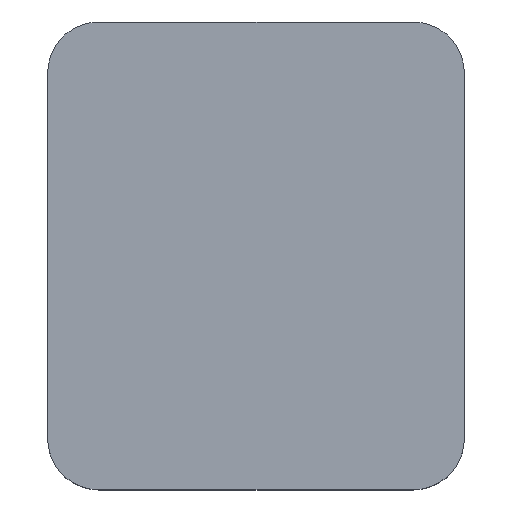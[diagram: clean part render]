
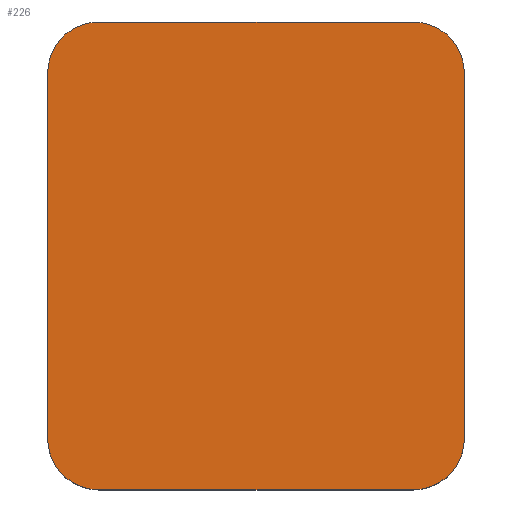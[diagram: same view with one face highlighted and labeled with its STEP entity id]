
A CAD part, top view. The second image highlights one B-rep face of the part: STEP entity #226.
In plain terms, the highlighted planar face has unit normal (0, 0, 1).
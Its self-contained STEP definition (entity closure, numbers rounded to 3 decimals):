
#42=CARTESIAN_POINT('',(-9.,-12.4,2.));
#43=VERTEX_POINT('',#42);
#50=CARTESIAN_POINT('',(-9.,-8.1,2.));
#51=VERTEX_POINT('',#50);
#52=CARTESIAN_POINT('',(-9.,-8.1,2.));
#53=DIRECTION('',(0.,-1.,0.));
#54=VECTOR('',#53,4.3);
#55=LINE('',#52,#54);
#56=EDGE_CURVE('',#51,#43,#55,.T.);
#72=CARTESIAN_POINT('',(-8.4,-13.,2.));
#73=VERTEX_POINT('',#72);
#74=CARTESIAN_POINT('',(-4.7,-13.,2.));
#75=VERTEX_POINT('',#74);
#76=CARTESIAN_POINT('',(-8.4,-13.,2.));
#77=DIRECTION('',(1.,0.,-0.));
#78=VECTOR('',#77,3.7);
#79=LINE('',#76,#78);
#80=EDGE_CURVE('',#73,#75,#79,.T.);
#112=CARTESIAN_POINT('',(-4.1,-12.4,2.));
#113=VERTEX_POINT('',#112);
#114=CARTESIAN_POINT('',(-4.1,-8.1,2.));
#115=VERTEX_POINT('',#114);
#116=CARTESIAN_POINT('',(-4.1,-12.4,2.));
#117=DIRECTION('',(-0.,1.,0.));
#118=VECTOR('',#117,4.3);
#119=LINE('',#116,#118);
#120=EDGE_CURVE('',#113,#115,#119,.T.);
#152=CARTESIAN_POINT('',(-4.7,-7.5,2.));
#153=VERTEX_POINT('',#152);
#154=CARTESIAN_POINT('',(-8.4,-7.5,2.));
#155=VERTEX_POINT('',#154);
#156=CARTESIAN_POINT('',(-4.7,-7.5,2.));
#157=DIRECTION('',(-1.,0.,0.));
#158=VECTOR('',#157,3.7);
#159=LINE('',#156,#158);
#160=EDGE_CURVE('',#153,#155,#159,.T.);
#187=CARTESIAN_POINT('',(0.,0.,2.));
#188=DIRECTION('',(0.,0.,1.));
#189=DIRECTION('',(1.,0.,0.));
#190=AXIS2_PLACEMENT_3D('',#187,#188,#189);
#191=PLANE('',#190);
#192=ORIENTED_EDGE('',*,*,#56,.T.);
#193=CARTESIAN_POINT('',(-8.4,-12.4,2.));
#194=DIRECTION('',(0.,0.,1.));
#195=DIRECTION('',(1.,0.,-0.));
#196=AXIS2_PLACEMENT_3D('',#193,#194,#195);
#197=CIRCLE('',#196,0.6);
#198=EDGE_CURVE('',#43,#73,#197,.T.);
#199=ORIENTED_EDGE('',*,*,#198,.T.);
#200=ORIENTED_EDGE('',*,*,#80,.T.);
#201=CARTESIAN_POINT('',(-4.7,-12.4,2.));
#202=DIRECTION('',(0.,0.,1.));
#203=DIRECTION('',(1.,0.,-0.));
#204=AXIS2_PLACEMENT_3D('',#201,#202,#203);
#205=CIRCLE('',#204,0.6);
#206=EDGE_CURVE('',#75,#113,#205,.T.);
#207=ORIENTED_EDGE('',*,*,#206,.T.);
#208=ORIENTED_EDGE('',*,*,#120,.T.);
#209=CARTESIAN_POINT('',(-4.7,-8.1,2.));
#210=DIRECTION('',(0.,0.,1.));
#211=DIRECTION('',(1.,0.,-0.));
#212=AXIS2_PLACEMENT_3D('',#209,#210,#211);
#213=CIRCLE('',#212,0.6);
#214=EDGE_CURVE('',#115,#153,#213,.T.);
#215=ORIENTED_EDGE('',*,*,#214,.T.);
#216=ORIENTED_EDGE('',*,*,#160,.T.);
#217=CARTESIAN_POINT('',(-8.4,-8.1,2.));
#218=DIRECTION('',(0.,0.,1.));
#219=DIRECTION('',(1.,0.,-0.));
#220=AXIS2_PLACEMENT_3D('',#217,#218,#219);
#221=CIRCLE('',#220,0.6);
#222=EDGE_CURVE('',#155,#51,#221,.T.);
#223=ORIENTED_EDGE('',*,*,#222,.T.);
#224=EDGE_LOOP('',(#192,#199,#200,#207,#208,#215,#216,#223));
#225=FACE_BOUND('',#224,.T.);
#226=ADVANCED_FACE('',(#225),#191,.T.);
